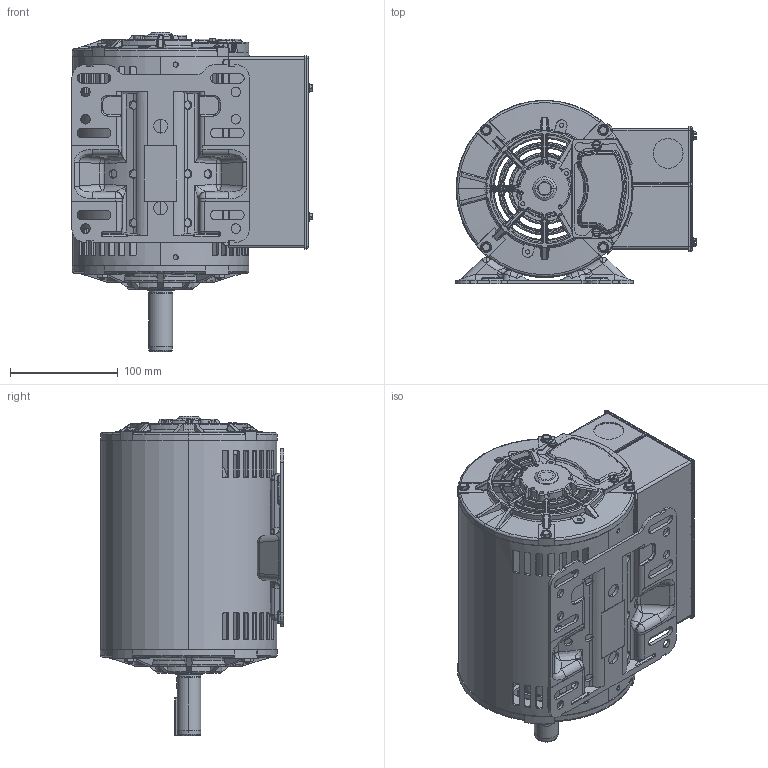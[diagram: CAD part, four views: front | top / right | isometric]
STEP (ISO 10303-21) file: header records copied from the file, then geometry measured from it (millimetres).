
FILE_DESCRIPTION (( 'STEP AP203' ), '1' );
FILE_NAME ('100119-756.STEP', '2018-03-02T17:03:28', ( 'admin' ), ( '' ), 'SwSTEP 2.0', 'SolidWorks 2015', '' );
FILE_SCHEMA (( 'CONFIG_CONTROL_DESIGN' ));
Length unit declared in the file: inch
Products named in the file (1): 100119-756
Bounding box: 223.44 x 170.59 x 296.66 mm (x, y, z)
Volume: 749451.4 mm3; surface area: 575241.2 mm2
Topology: 26 solids, 26 shells, 3500 faces, 9467 edges, 5961 vertices
Faces by surface type: plane 1391, cylinder 709, bspline 641, cone 465, torus 272, sphere 22
Entity records: 132961 total; most frequent: CARTESIAN_POINT 53039, ORIENTED_EDGE 18814, DIRECTION 14196, EDGE_CURVE 9407, VERTEX_POINT 5959, AXIS2_PLACEMENT_3D 5502, EDGE_LOOP 3748, ADVANCED_FACE 3500
